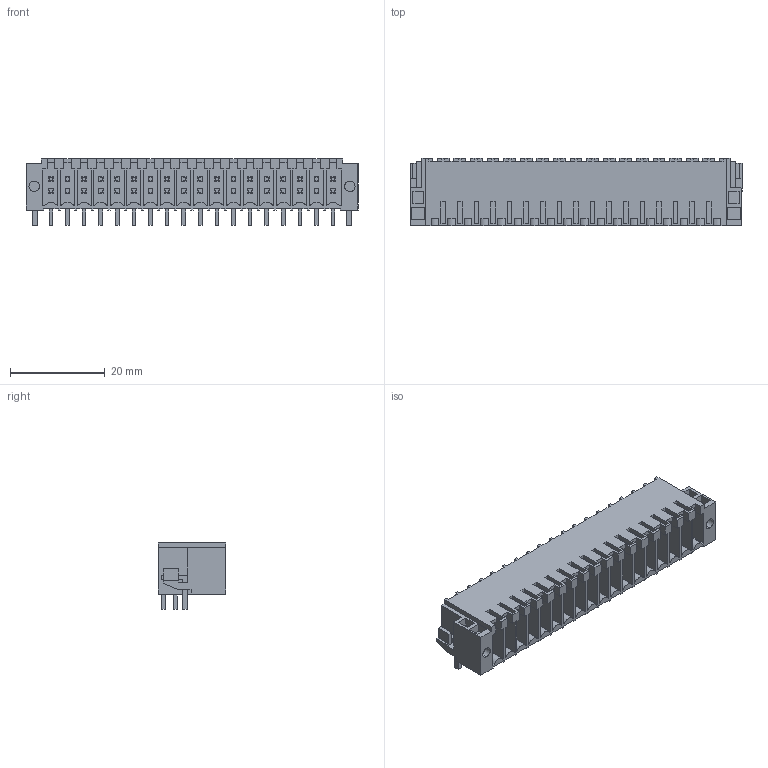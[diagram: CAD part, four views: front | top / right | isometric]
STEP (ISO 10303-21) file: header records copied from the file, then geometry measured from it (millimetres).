
FILE_DESCRIPTION(('CATIA V5 STEP Exchange','CAx-IF Rec.Pracs.--- Model Styling and Organization---1.4--- 2014-01-23'),'2;1');
FILE_NAME ('D1450654_1', '2021-06-30T09:34:07+00:00', ('none'), ('Weidmueller'), 'CATIA Version 5-6 Release 2016 SP3 HF44', 'CATIA V5 STEP AP214', 'none');
FILE_SCHEMA(('AUTOMOTIVE_DESIGN { 1 0 10303 214 1 1 1 1 }'));
Length unit declared in the file: millimetre
Products named in the file (1): 1289620000
Bounding box: 70 x 14.2 x 14 mm (x, y, z)
Volume: 5461.5 mm3; surface area: 11889 mm2
Topology: 39 solids, 39 shells, 1414 faces, 3970 edges, 2671 vertices
Faces by surface type: plane 1374, cylinder 40
Entity records: 41878 total; most frequent: ORIENTED_EDGE 7940, CARTESIAN_POINT 7481, DIRECTION 5127, EDGE_CURVE 3970, VECTOR 3888, LINE 3888, VERTEX_POINT 2671, EDGE_LOOP 1527
